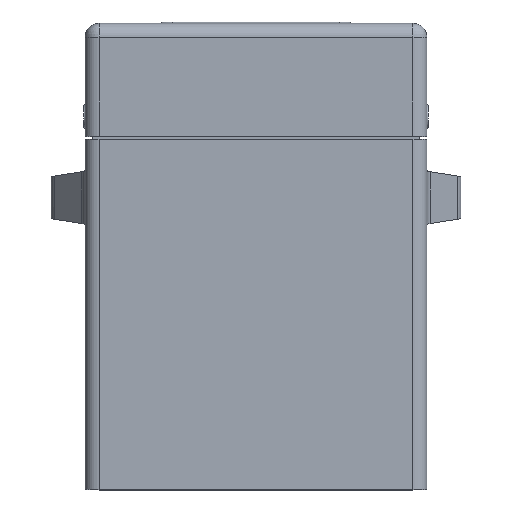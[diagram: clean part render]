
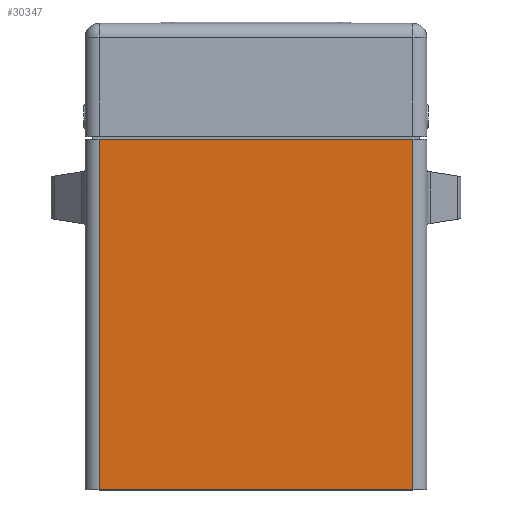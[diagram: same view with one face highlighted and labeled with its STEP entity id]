
A CAD part, top view. The second image highlights one B-rep face of the part: STEP entity #30347.
In plain terms, the highlighted planar face has unit normal (0, 0, 1).
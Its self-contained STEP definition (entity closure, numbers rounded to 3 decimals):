
#202 = AXIS2_PLACEMENT_3D ( 'NONE', #14304, #13970, #13809 ) ;
#306 = CARTESIAN_POINT ( 'NONE',  ( -5.55, 4.15, 0. ) ) ;
#1061 = CARTESIAN_POINT ( 'NONE',  ( 5.55, 0., 0. ) ) ;
#2374 = EDGE_CURVE ( 'NONE', #8588, #28445, #31559, .T. ) ;
#3804 = EDGE_LOOP ( 'NONE', ( #22098, #20240, #30429, #13867 ) ) ;
#6575 = DIRECTION ( 'NONE',  ( 0., 1., 0. ) ) ;
#7730 = CARTESIAN_POINT ( 'NONE',  ( -6.05, -8.25, 0. ) ) ;
#8586 = VECTOR ( 'NONE', #28249, 1000. ) ;
#8588 = VERTEX_POINT ( 'NONE', #306 ) ;
#11753 = DIRECTION ( 'NONE',  ( 1., 0., 0. ) ) ;
#12210 = VECTOR ( 'NONE', #11753, 1000. ) ;
#13179 = VERTEX_POINT ( 'NONE', #20716 ) ;
#13809 = DIRECTION ( 'NONE',  ( 1., 0., 0. ) ) ;
#13867 = ORIENTED_EDGE ( 'NONE', *, *, #18270, .T. ) ;
#13970 = DIRECTION ( 'NONE',  ( 0., 0., 1. ) ) ;
#14304 = CARTESIAN_POINT ( 'NONE',  ( 0., 0., 0. ) ) ;
#15697 = CARTESIAN_POINT ( 'NONE',  ( -5.55, -8.25, 0. ) ) ;
#15774 = LINE ( 'NONE', #7730, #24414 ) ;
#18019 = LINE ( 'NONE', #18813, #8586 ) ;
#18270 = EDGE_CURVE ( 'NONE', #8588, #29962, #18019, .T. ) ;
#18701 = VECTOR ( 'NONE', #6575, 1000. ) ;
#18813 = CARTESIAN_POINT ( 'NONE',  ( -5.55, 0., 0. ) ) ;
#18880 = LINE ( 'NONE', #1061, #18701 ) ;
#20080 = EDGE_CURVE ( 'NONE', #29962, #13179, #15774, .T. ) ;
#20240 = ORIENTED_EDGE ( 'NONE', *, *, #24951, .T. ) ;
#20716 = CARTESIAN_POINT ( 'NONE',  ( 5.55, -8.25, 0. ) ) ;
#22098 = ORIENTED_EDGE ( 'NONE', *, *, #20080, .T. ) ;
#23315 = FACE_OUTER_BOUND ( 'NONE', #3804, .T. ) ;
#24305 = CARTESIAN_POINT ( 'NONE',  ( 0., 4.15, 0. ) ) ;
#24414 = VECTOR ( 'NONE', #25523, 1000. ) ;
#24951 = EDGE_CURVE ( 'NONE', #13179, #28445, #18880, .T. ) ;
#25523 = DIRECTION ( 'NONE',  ( 1., 0., 0. ) ) ;
#27377 = CARTESIAN_POINT ( 'NONE',  ( 5.55, 4.15, 0. ) ) ;
#28249 = DIRECTION ( 'NONE',  ( 0., -1., 0. ) ) ;
#28445 = VERTEX_POINT ( 'NONE', #27377 ) ;
#29962 = VERTEX_POINT ( 'NONE', #15697 ) ;
#30347 = ADVANCED_FACE ( 'NONE', ( #23315 ), #30389, .T. ) ;
#30389 = PLANE ( 'NONE',  #202 ) ;
#30429 = ORIENTED_EDGE ( 'NONE', *, *, #2374, .F. ) ;
#31559 = LINE ( 'NONE', #24305, #12210 ) ;
